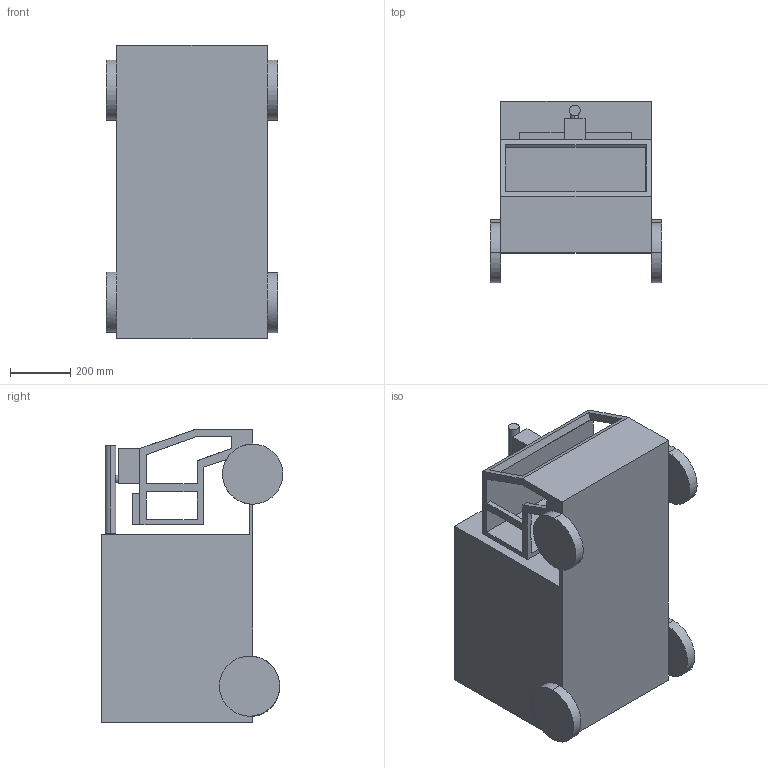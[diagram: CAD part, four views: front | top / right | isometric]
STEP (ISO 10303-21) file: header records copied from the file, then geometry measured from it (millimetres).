
FILE_DESCRIPTION (( 'STEP AP203' ), '1' );
FILE_NAME ('araba2.STEP', '2025-06-24T17:20:30', ( '' ), ( '' ), 'SwSTEP 2.0', 'SolidWorks 2024', '' );
FILE_SCHEMA (( 'CONFIG_CONTROL_DESIGN' ));
Length unit declared in the file: millimetre
Products named in the file (1): araba2
Bounding box: 570 x 603.51 x 975.97 mm (x, y, z)
Volume: 173021861.7 mm3; surface area: 3258145.6 mm2
Topology: 2 solids, 2 shells, 101 faces, 275 edges, 175 vertices
Faces by surface type: plane 89, cylinder 12
Entity records: 3216 total; most frequent: CARTESIAN_POINT 552, ORIENTED_EDGE 550, DIRECTION 511, EDGE_CURVE 275, VECTOR 243, LINE 243, VERTEX_POINT 175, AXIS2_PLACEMENT_3D 134
